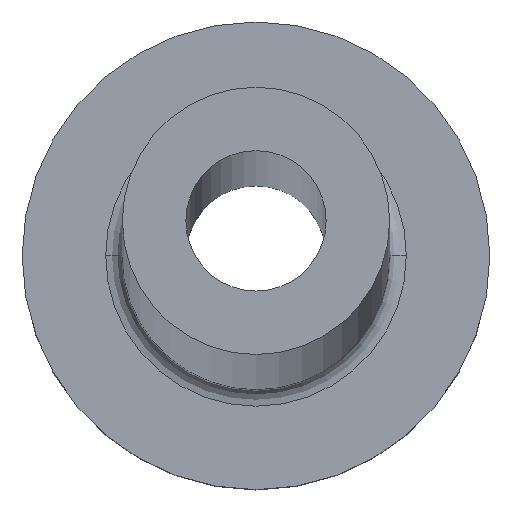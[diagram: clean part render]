
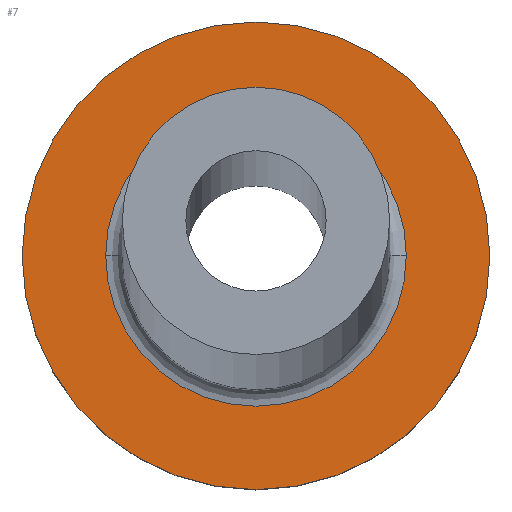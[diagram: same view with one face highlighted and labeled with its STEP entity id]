
A CAD part, top view. The second image highlights one B-rep face of the part: STEP entity #7.
In plain terms, the highlighted planar face has unit normal (0, 0, 1).
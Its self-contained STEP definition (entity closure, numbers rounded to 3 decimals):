
#7 = ADVANCED_FACE ( 'NONE', ( #362, #262 ), #374, .T. ) ;
#11 = DIRECTION ( 'NONE',  ( 0., 0., 1. ) ) ;
#19 = ORIENTED_EDGE ( 'NONE', *, *, #178, .T. ) ;
#42 = DIRECTION ( 'NONE',  ( 0., 0., 1. ) ) ;
#45 = DIRECTION ( 'NONE',  ( 0., 0., -1. ) ) ;
#48 = EDGE_CURVE ( 'NONE', #363, #376, #185, .T. ) ;
#57 = CARTESIAN_POINT ( 'NONE',  ( -4.5, 0., 5. ) ) ;
#67 = CARTESIAN_POINT ( 'NONE',  ( 0., 0., 5. ) ) ;
#78 = DIRECTION ( 'NONE',  ( 1., 0., 0. ) ) ;
#81 = CARTESIAN_POINT ( 'NONE',  ( 0., 0., 5. ) ) ;
#83 = EDGE_CURVE ( 'NONE', #319, #240, #152, .T. ) ;
#84 = DIRECTION ( 'NONE',  ( 1., 0., 0. ) ) ;
#106 = DIRECTION ( 'NONE',  ( 1., 0., 0. ) ) ;
#118 = EDGE_LOOP ( 'NONE', ( #213, #19 ) ) ;
#119 = CIRCLE ( 'NONE', #275, 7. ) ;
#124 = AXIS2_PLACEMENT_3D ( 'NONE', #200, #11, #138 ) ;
#130 = CARTESIAN_POINT ( 'NONE',  ( 7., 0., 5. ) ) ;
#138 = DIRECTION ( 'NONE',  ( 1., 0., 0. ) ) ;
#144 = CARTESIAN_POINT ( 'NONE',  ( 0., 0., 5. ) ) ;
#148 = EDGE_LOOP ( 'NONE', ( #288, #266 ) ) ;
#152 = CIRCLE ( 'NONE', #124, 7. ) ;
#156 = AXIS2_PLACEMENT_3D ( 'NONE', #144, #45, #84 ) ;
#175 = CIRCLE ( 'NONE', #156, 4.5 ) ;
#178 = EDGE_CURVE ( 'NONE', #240, #319, #119, .T. ) ;
#184 = AXIS2_PLACEMENT_3D ( 'NONE', #81, #204, #78 ) ;
#185 = CIRCLE ( 'NONE', #325, 4.5 ) ;
#200 = CARTESIAN_POINT ( 'NONE',  ( 0., 0., 5. ) ) ;
#204 = DIRECTION ( 'NONE',  ( 0., 0., 1. ) ) ;
#213 = ORIENTED_EDGE ( 'NONE', *, *, #83, .T. ) ;
#217 = DIRECTION ( 'NONE',  ( 1., 0., 0. ) ) ;
#240 = VERTEX_POINT ( 'NONE', #130 ) ;
#262 = FACE_OUTER_BOUND ( 'NONE', #118, .T. ) ;
#266 = ORIENTED_EDGE ( 'NONE', *, *, #48, .T. ) ;
#275 = AXIS2_PLACEMENT_3D ( 'NONE', #67, #42, #217 ) ;
#285 = DIRECTION ( 'NONE',  ( 0., 0., -1. ) ) ;
#288 = ORIENTED_EDGE ( 'NONE', *, *, #322, .T. ) ;
#310 = CARTESIAN_POINT ( 'NONE',  ( -7., 0., 5. ) ) ;
#319 = VERTEX_POINT ( 'NONE', #310 ) ;
#322 = EDGE_CURVE ( 'NONE', #376, #363, #175, .T. ) ;
#325 = AXIS2_PLACEMENT_3D ( 'NONE', #365, #285, #106 ) ;
#340 = CARTESIAN_POINT ( 'NONE',  ( 4.5, 0., 5. ) ) ;
#362 = FACE_BOUND ( 'NONE', #148, .T. ) ;
#363 = VERTEX_POINT ( 'NONE', #57 ) ;
#365 = CARTESIAN_POINT ( 'NONE',  ( 0., 0., 5. ) ) ;
#374 = PLANE ( 'NONE',  #184 ) ;
#376 = VERTEX_POINT ( 'NONE', #340 ) ;
